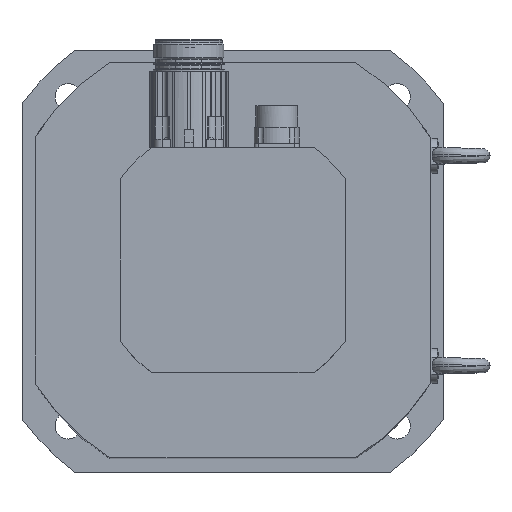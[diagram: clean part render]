
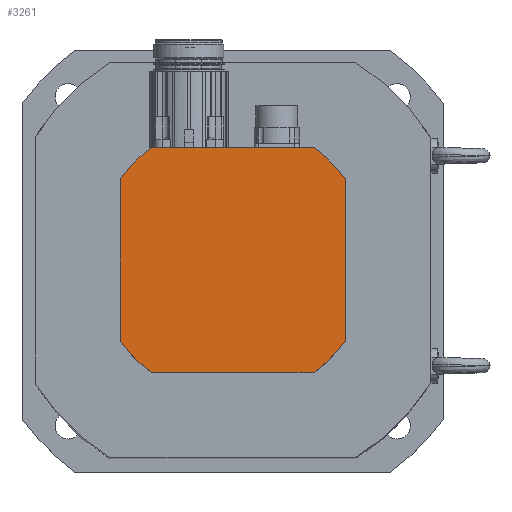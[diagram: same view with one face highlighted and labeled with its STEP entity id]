
A CAD part, top view. The second image highlights one B-rep face of the part: STEP entity #3261.
In plain terms, the highlighted planar face has unit normal (0, 0, 1).
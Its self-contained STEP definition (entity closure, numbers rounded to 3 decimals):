
#3041=CARTESIAN_POINT('',(64.,46.314,54.));
#3042=VERTEX_POINT('',#3041);
#3049=CARTESIAN_POINT('',(64.,-46.314,54.));
#3050=VERTEX_POINT('',#3049);
#3051=CARTESIAN_POINT('',(64.,-46.314,54.));
#3052=DIRECTION('',(0.0,1.0,0.0));
#3053=VECTOR('',#3052,92.628);
#3054=LINE('',#3051,#3053);
#3055=EDGE_CURVE('',#3050,#3042,#3054,.T.);
#3080=CARTESIAN_POINT('',(-64.,-46.314,54.));
#3081=VERTEX_POINT('',#3080);
#3088=CARTESIAN_POINT('',(-64.,46.314,54.));
#3089=VERTEX_POINT('',#3088);
#3090=CARTESIAN_POINT('',(-64.,46.314,54.));
#3091=DIRECTION('',(0.0,-1.0,0.0));
#3092=VECTOR('',#3091,92.628);
#3093=LINE('',#3090,#3092);
#3094=EDGE_CURVE('',#3089,#3081,#3093,.T.);
#3111=CARTESIAN_POINT('',(-46.314,64.0,54.));
#3112=VERTEX_POINT('',#3111);
#3119=CARTESIAN_POINT('',(46.314,64.0,54.));
#3120=VERTEX_POINT('',#3119);
#3121=CARTESIAN_POINT('',(46.314,64.0,54.));
#3122=DIRECTION('',(-1.0,0.0,0.0));
#3123=VECTOR('',#3122,92.628);
#3124=LINE('',#3121,#3123);
#3125=EDGE_CURVE('',#3120,#3112,#3124,.T.);
#3148=CARTESIAN_POINT('',(46.314,-64.,54.));
#3149=VERTEX_POINT('',#3148);
#3156=CARTESIAN_POINT('',(-46.314,-64.,54.));
#3157=VERTEX_POINT('',#3156);
#3158=CARTESIAN_POINT('',(-46.314,-64.,54.));
#3159=DIRECTION('',(1.0,0.0,0.0));
#3160=VECTOR('',#3159,92.628);
#3161=LINE('',#3158,#3160);
#3162=EDGE_CURVE('',#3157,#3149,#3161,.T.);
#3180=CARTESIAN_POINT('',(0.0,0.0,54.0));
#3181=DIRECTION('',(0.0,0.0,-1.0));
#3182=DIRECTION('',(-1.0,0.0,0.0));
#3183=AXIS2_PLACEMENT_3D('',#3180,#3181,#3182);
#3184=CIRCLE('',#3183,79.0);
#3185=EDGE_CURVE('',#3050,#3149,#3184,.T.);
#3198=CARTESIAN_POINT('',(0.0,0.0,54.0));
#3199=DIRECTION('',(0.0,0.0,-1.0));
#3200=DIRECTION('',(-1.0,0.0,0.0));
#3201=AXIS2_PLACEMENT_3D('',#3198,#3199,#3200);
#3202=CIRCLE('',#3201,79.0);
#3203=EDGE_CURVE('',#3120,#3042,#3202,.T.);
#3216=CARTESIAN_POINT('',(0.0,0.0,54.0));
#3217=DIRECTION('',(0.0,0.0,-1.0));
#3218=DIRECTION('',(-1.0,0.0,0.0));
#3219=AXIS2_PLACEMENT_3D('',#3216,#3217,#3218);
#3220=CIRCLE('',#3219,79.0);
#3221=EDGE_CURVE('',#3089,#3112,#3220,.T.);
#3236=CARTESIAN_POINT('',(0.0,0.0,54.0));
#3237=DIRECTION('',(0.0,0.0,-1.0));
#3238=DIRECTION('',(-1.0,0.0,0.0));
#3239=AXIS2_PLACEMENT_3D('',#3236,#3237,#3238);
#3240=CIRCLE('',#3239,79.0);
#3241=EDGE_CURVE('',#3157,#3081,#3240,.T.);
#3246=CARTESIAN_POINT('',(0.0,0.0,54.0));
#3247=DIRECTION('',(0.0,0.0,-1.0));
#3248=DIRECTION('',(-1.0,0.0,0.0));
#3249=AXIS2_PLACEMENT_3D('',#3246,#3247,#3248);
#3250=PLANE('',#3249);
#3251=ORIENTED_EDGE('',*,*,#3094,.T.);
#3252=ORIENTED_EDGE('',*,*,#3241,.F.);
#3253=ORIENTED_EDGE('',*,*,#3162,.T.);
#3254=ORIENTED_EDGE('',*,*,#3185,.F.);
#3255=ORIENTED_EDGE('',*,*,#3055,.T.);
#3256=ORIENTED_EDGE('',*,*,#3203,.F.);
#3257=ORIENTED_EDGE('',*,*,#3125,.T.);
#3258=ORIENTED_EDGE('',*,*,#3221,.F.);
#3259=EDGE_LOOP('',(#3251,#3252,#3253,#3254,#3255,#3256,#3257,#3258));
#3260=FACE_OUTER_BOUND('',#3259,.T.);
#3261=ADVANCED_FACE('',(#3260),#3250,.F.);
